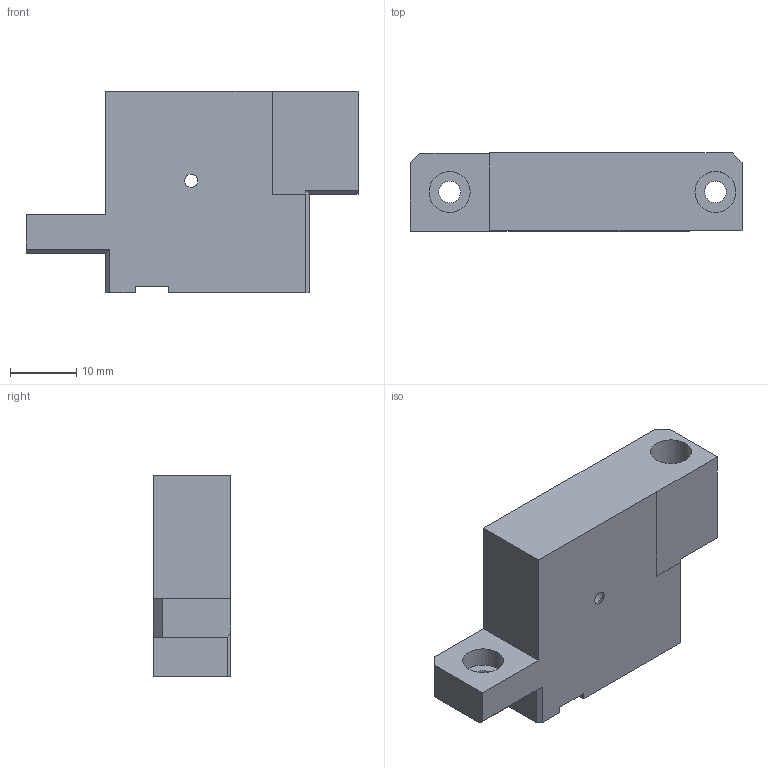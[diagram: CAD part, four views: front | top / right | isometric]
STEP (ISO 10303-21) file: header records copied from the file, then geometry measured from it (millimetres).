
FILE_DESCRIPTION(/* description */ (''),/* implementation_level */ '2;1');
FILE_NAME(/* name */ 'sensor laser.step',/* time_stamp */ '2019-03-25T10:40:36+01:00',/* author */ (''),/* organization */ (''),/* preprocessor_version */ 'ST-DEVELOPER v17.2',/* originating_system */ 'Autodesk Translation Framework v7.6.0.251',/* authorisation */ '');
FILE_SCHEMA (('AUTOMOTIVE_DESIGN { 1 0 10303 214 3 1 1 }'));
Length unit declared in the file: millimetre
Products named in the file (1): sensor laser
Bounding box: 50.23 x 11.8 x 30.5 mm (x, y, z)
Volume: 10440.1 mm3; surface area: 5669.4 mm2
Topology: 1 solids, 1 shells, 81 faces, 223 edges, 149 vertices
Faces by surface type: plane 60, cylinder 15, cone 5, bspline 1
Full cylindrical faces by diameter (mm): 2.8 x3, 3.3 x2, 6.2 x2, 6.6 x1
Entity records: 2793 total; most frequent: CARTESIAN_POINT 630, ORIENTED_EDGE 446, DIRECTION 425, EDGE_CURVE 223, LINE 167, VECTOR 167, VERTEX_POINT 149, AXIS2_PLACEMENT_3D 129
